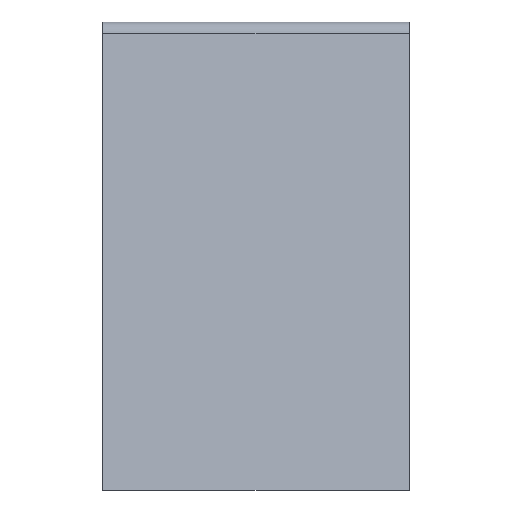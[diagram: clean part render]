
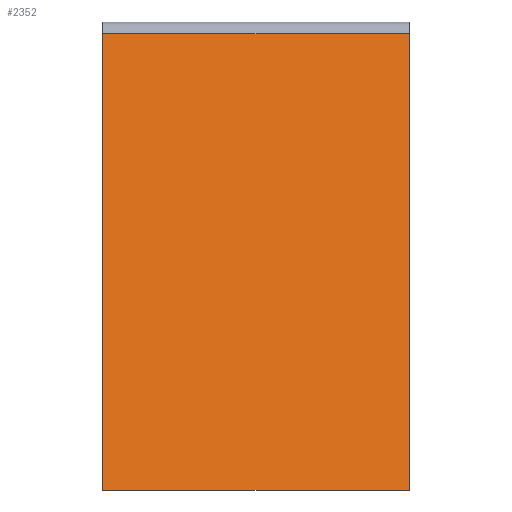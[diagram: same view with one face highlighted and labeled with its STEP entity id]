
A CAD part, left-side view. The second image highlights one B-rep face of the part: STEP entity #2352.
In plain terms, the highlighted planar face has unit normal (-0.974, 0, 0.227).
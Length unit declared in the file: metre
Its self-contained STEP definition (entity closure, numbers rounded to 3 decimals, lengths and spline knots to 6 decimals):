
#330=ORIENTED_EDGE('',*,*,#1050,.T.);
#331=ORIENTED_EDGE('',*,*,#1051,.T.);
#332=ORIENTED_EDGE('',*,*,#1052,.F.);
#333=ORIENTED_EDGE('',*,*,#1053,.F.);
#1050=EDGE_CURVE('',#1407,#1408,#1602,.T.);
#1051=EDGE_CURVE('',#1408,#1409,#1603,.T.);
#1052=EDGE_CURVE('',#1410,#1409,#1604,.T.);
#1053=EDGE_CURVE('',#1407,#1410,#1605,.T.);
#1407=VERTEX_POINT('',#3342);
#1408=VERTEX_POINT('',#3343);
#1409=VERTEX_POINT('',#3345);
#1410=VERTEX_POINT('',#3347);
#1602=LINE('',#3341,#1837);
#1603=LINE('',#3344,#1838);
#1604=LINE('',#3346,#1839);
#1605=LINE('',#3348,#1840);
#1837=VECTOR('',#2678,1.);
#1838=VECTOR('',#2679,1.);
#1839=VECTOR('',#2680,1.);
#1840=VECTOR('',#2681,1.);
#2018=EDGE_LOOP('',(#330,#331,#332,#333));
#2155=FACE_BOUND('',#2018,.T.);
#2286=PLANE('',#2501);
#2352=ADVANCED_FACE('',(#2155),#2286,.T.);
#2501=AXIS2_PLACEMENT_3D('',#3340,#2676,#2677);
#2676=DIRECTION('',(-0.974,0.,0.227));
#2677=DIRECTION('',(0.227,0.,0.974));
#2678=DIRECTION('',(0.227,0.,0.974));
#2679=DIRECTION('',(0.,1.,0.));
#2680=DIRECTION('',(0.227,0.,0.974));
#2681=DIRECTION('',(0.,1.,0.));
#3340=CARTESIAN_POINT('',(0.014415,-0.0762,0.061842));
#3341=CARTESIAN_POINT('',(0.014415,-0.0762,0.061842));
#3342=CARTESIAN_POINT('',(0.,-0.0762,0.));
#3343=CARTESIAN_POINT('',(0.026401,-0.0762,0.113267));
#3344=CARTESIAN_POINT('',(0.026401,-0.0762,0.113267));
#3345=CARTESIAN_POINT('',(0.026401,0.,0.113267));
#3346=CARTESIAN_POINT('',(0.014415,0.,0.061842));
#3347=CARTESIAN_POINT('',(0.,0.,0.));
#3348=CARTESIAN_POINT('',(0.,-0.0762,0.));
